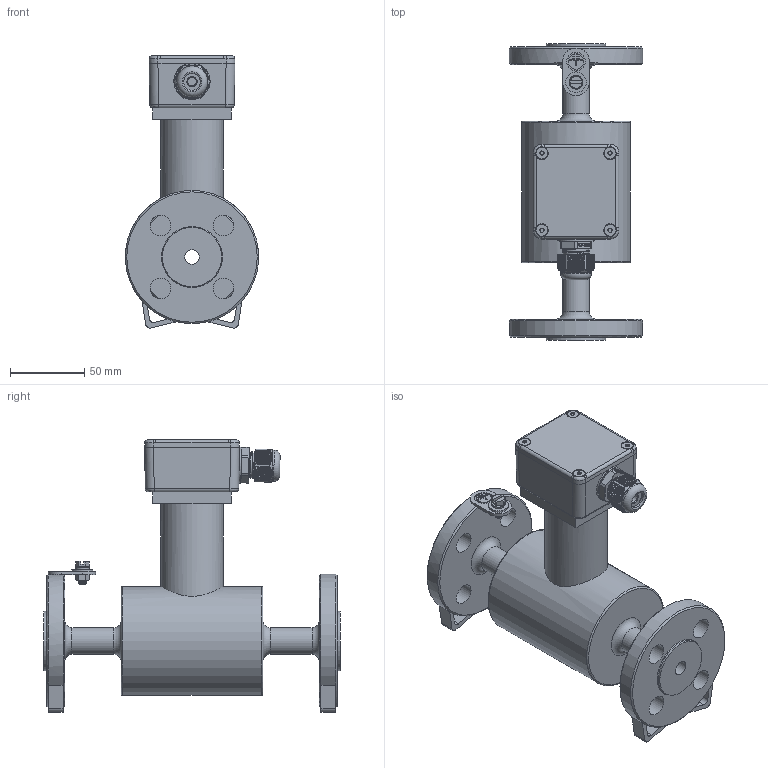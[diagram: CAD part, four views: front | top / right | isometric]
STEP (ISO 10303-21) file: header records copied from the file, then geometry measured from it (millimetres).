
FILE_DESCRIPTION(/* description */ (''),/* implementation_level */ '2;1');
FILE_NAME(/* name */ 'Flowmeter DN10 PN16-25 Separate.step',/* time_stamp */ '2023-10-05T09:57:16+03:00',/* author */ (''),/* organization */ (''),/* preprocessor_version */ 'ST-DEVELOPER v20',/* originating_system */ 'Autodesk Translation Framework v12.14.0.127',/* authorisation */ '');
FILE_SCHEMA (('AUTOMOTIVE_DESIGN { 1 0 10303 214 3 1 1 }'));
Length unit declared in the file: millimetre
Products named in the file (4): Flowmeter DN10 PN16-25 tube; El. block v10; B_Separate_version; box
Assembly tree (3 placements, depth 4):
  Flowmeter DN10 PN16-25 tube
    El. block v10
      B_Separate_version
        box
Bounding box: 89.93 x 200 x 183.72 mm (x, y, z)
Volume: 798054.1 mm3; surface area: 108900.3 mm2
Topology: 2 solids, 2 shells, 1437 faces, 3361 edges, 1950 vertices
Faces by surface type: plane 447, cylinder 425, bspline 249, sphere 156, torus 102, cone 58
Full cylindrical faces by diameter (mm): 3.332 x2, 3.961 x10, 4.234 x4, 4.5 x2, 5 x7, 5.5 x1, 6 x1, 7 x4, 8 x4, 10 x1, 10.394 x1, 10.9 x1, 11.3 x1, 12.394 x1, 13 x1, 14 x9, 15 x1, 17 x2, 18 x2, 21 x1, 24.5 x1, 40 x2, 42 x2, 73.5 x1
Entity records: 69537 total; most frequent: CARTESIAN_POINT 36675, ORIENTED_EDGE 6722, DIRECTION 6638, EDGE_CURVE 3361, AXIS2_PLACEMENT_3D 2627, VERTEX_POINT 1950, EDGE_LOOP 1501, FACE_OUTER_BOUND 1437
